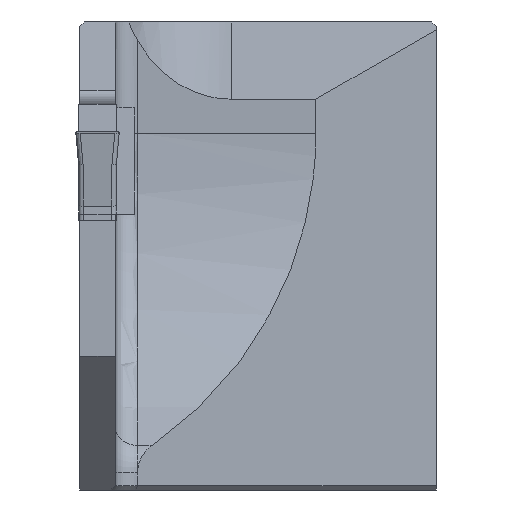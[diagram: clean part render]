
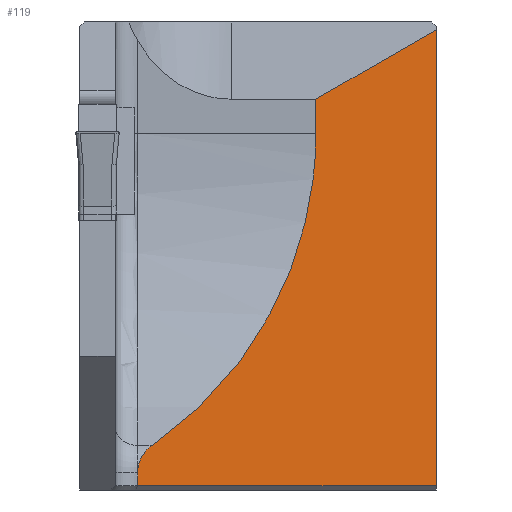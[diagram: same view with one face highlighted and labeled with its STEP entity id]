
A CAD part, left-side view. The second image highlights one B-rep face of the part: STEP entity #119.
In plain terms, the highlighted planar face has unit normal (-0.707, -0.707, 0).
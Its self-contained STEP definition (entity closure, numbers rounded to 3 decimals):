
#79=ELLIPSE('',#1269,2.121,1.5);
#82=ELLIPSE('',#1285,24.042,17.);
#119=ADVANCED_FACE('',(#227),#178,.F.);
#178=PLANE('',#1298);
#227=FACE_OUTER_BOUND('',#293,.T.);
#293=EDGE_LOOP('',(#475,#476,#477,#478,#479,#480,#481));
#475=ORIENTED_EDGE('',*,*,#833,.F.);
#476=ORIENTED_EDGE('',*,*,#901,.T.);
#477=ORIENTED_EDGE('',*,*,#888,.F.);
#478=ORIENTED_EDGE('',*,*,#889,.F.);
#479=ORIENTED_EDGE('',*,*,#862,.F.);
#480=ORIENTED_EDGE('',*,*,#899,.T.);
#481=ORIENTED_EDGE('',*,*,#902,.T.);
#720=VERTEX_POINT('',#1733);
#721=VERTEX_POINT('',#1735);
#747=VERTEX_POINT('',#1792);
#749=VERTEX_POINT('',#1795);
#760=VERTEX_POINT('',#1839);
#763=VERTEX_POINT('',#1845);
#767=VERTEX_POINT('',#1884);
#833=EDGE_CURVE('',#720,#721,#1007,.T.);
#862=EDGE_CURVE('',#749,#747,#79,.T.);
#888=EDGE_CURVE('',#763,#760,#1051,.T.);
#889=EDGE_CURVE('',#747,#763,#82,.T.);
#899=EDGE_CURVE('',#749,#767,#1053,.T.);
#901=EDGE_CURVE('',#720,#760,#1054,.T.);
#902=EDGE_CURVE('',#767,#721,#1055,.T.);
#1007=LINE('',#1734,#1135);
#1051=LINE('',#1846,#1179);
#1053=LINE('',#1883,#1181);
#1054=LINE('',#1887,#1182);
#1055=LINE('',#1888,#1183);
#1135=VECTOR('',#1378,1.);
#1179=VECTOR('',#1472,1.);
#1181=VECTOR('',#1498,1.);
#1182=VECTOR('',#1503,1.);
#1183=VECTOR('',#1504,1.);
#1269=AXIS2_PLACEMENT_3D('',#1796,#1421,#1422);
#1285=AXIS2_PLACEMENT_3D('',#1848,#1475,#1476);
#1298=AXIS2_PLACEMENT_3D('',#1889,#1505,#1506);
#1378=DIRECTION('',(0.,0.,-1.));
#1421=DIRECTION('',(0.707,0.707,0.));
#1422=DIRECTION('',(-0.707,0.707,0.));
#1472=DIRECTION('',(0.,0.,1.));
#1475=DIRECTION('',(-0.707,-0.707,0.));
#1476=DIRECTION('',(-0.707,0.707,0.));
#1498=DIRECTION('',(0.,0.,-1.));
#1503=DIRECTION('',(-0.655,0.655,-0.378));
#1504=DIRECTION('',(0.707,-0.707,0.));
#1505=DIRECTION('',(0.707,0.707,0.));
#1506=DIRECTION('',(0.707,-0.707,0.));
#1733=CARTESIAN_POINT('',(22.4,0.,4.654));
#1734=CARTESIAN_POINT('',(22.4,0.,30.));
#1735=CARTESIAN_POINT('',(22.4,0.,-15.8));
#1792=CARTESIAN_POINT('',(9.649,12.751,-13.997));
#1795=CARTESIAN_POINT('',(9.,13.4,-15.232));
#1796=CARTESIAN_POINT('',(10.5,11.9,-15.232));
#1839=CARTESIAN_POINT('',(17.,5.4,1.536));
#1845=CARTESIAN_POINT('',(17.,5.4,0.));
#1846=CARTESIAN_POINT('',(17.,5.4,30.));
#1848=CARTESIAN_POINT('',(0.,22.4,0.));
#1883=CARTESIAN_POINT('',(9.,13.4,-15.232));
#1884=CARTESIAN_POINT('',(9.,13.4,-15.8));
#1887=CARTESIAN_POINT('',(28.672,-6.272,8.275));
#1888=CARTESIAN_POINT('',(22.4,0.,-15.8));
#1889=CARTESIAN_POINT('',(22.4,0.,30.));
